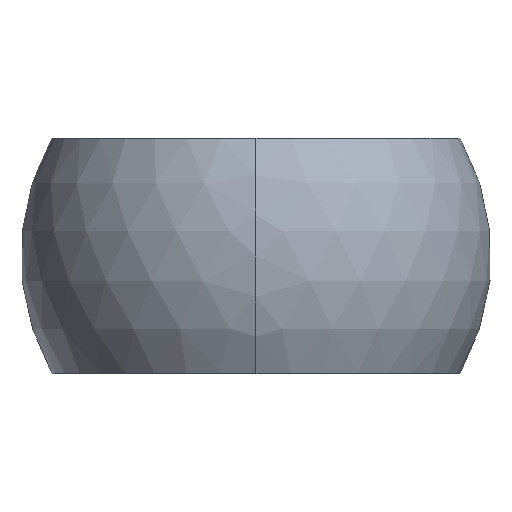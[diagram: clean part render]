
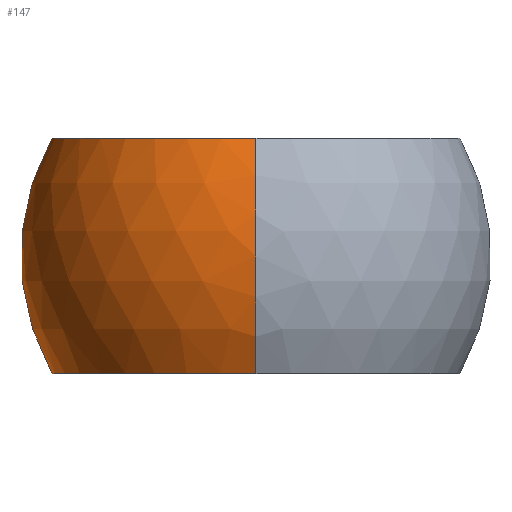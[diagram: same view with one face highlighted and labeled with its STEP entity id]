
A CAD part, left-side view. The second image highlights one B-rep face of the part: STEP entity #147.
In plain terms, the highlighted spherical face has radius 6 mm.
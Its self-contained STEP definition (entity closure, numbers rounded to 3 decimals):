
#113=EDGE_CURVE('',#231,#129,#300,.T.);
#129=VERTEX_POINT('',#318);
#137=VERTEX_POINT('',#326);
#145=EDGE_CURVE('',#137,#221,#336,.T.);
#147=ADVANCED_FACE('',(#338),#339,.T.);
#221=VERTEX_POINT('',#423);
#231=VERTEX_POINT('',#434);
#243=EDGE_CURVE('',#221,#231,#446,.T.);
#253=EDGE_CURVE('',#129,#137,#457,.T.);
#300=CIRCLE('',#501,5.196);
#318=CARTESIAN_POINT('',(4.852,1.859,-3.0));
#326=CARTESIAN_POINT('',(4.852,1.859,3.0));
#336=CIRCLE('',#546,5.196);
#338=FACE_OUTER_BOUND('',#548,.T.);
#339=SPHERICAL_SURFACE('',#549,6.0);
#423=CARTESIAN_POINT('',(-5.196,0.,3.0));
#434=CARTESIAN_POINT('',(-5.196,0.,-3.0));
#446=CIRCLE('',#757,6.0);
#457=CIRCLE('',#772,3.529);
#501=AXIS2_PLACEMENT_3D('',#814,#815,#816);
#546=AXIS2_PLACEMENT_3D('',#867,#868,#869);
#548=EDGE_LOOP('',(#871,#872,#873,#874));
#549=AXIS2_PLACEMENT_3D('',#875,#876,#877);
#757=AXIS2_PLACEMENT_3D('',#989,#990,#991);
#772=AXIS2_PLACEMENT_3D('',#1004,#1005,#1006);
#814=CARTESIAN_POINT('',(0.0,0.0,-3.0));
#815=DIRECTION('',(-0.0,-0.0,-1.0));
#816=DIRECTION('',(0.0,-1.0,0.0));
#867=CARTESIAN_POINT('',(0.0,0.0,3.0));
#868=DIRECTION('',(0.0,-0.0,1.0));
#869=DIRECTION('',(0.0,1.0,0.0));
#871=ORIENTED_EDGE('',*,*,#243,.F.);
#872=ORIENTED_EDGE('',*,*,#145,.F.);
#873=ORIENTED_EDGE('',*,*,#253,.F.);
#874=ORIENTED_EDGE('',*,*,#113,.F.);
#875=CARTESIAN_POINT('',(0.0,0.0,0.0));
#876=DIRECTION('',(0.0,0.0,1.0));
#877=DIRECTION('',(1.0,0.0,0.0));
#989=CARTESIAN_POINT('',(0.0,0.0,0.0));
#990=DIRECTION('',(0.,-1.0,0.0));
#991=DIRECTION('',(0.0,0.0,1.0));
#1004=CARTESIAN_POINT('',(4.852,0.0,0.0));
#1005=DIRECTION('',(1.0,0.0,0.0));
#1006=DIRECTION('',(0.0,1.0,0.0));
